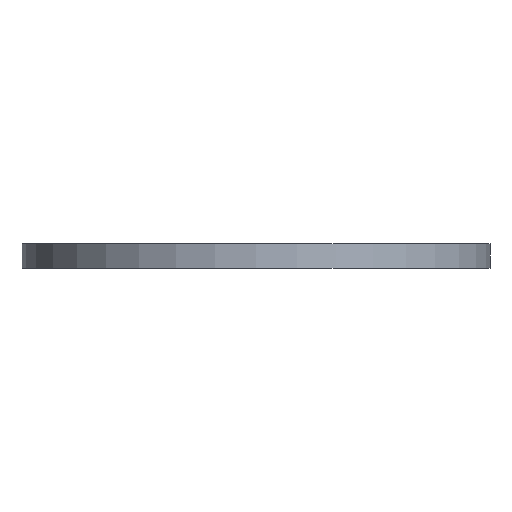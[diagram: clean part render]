
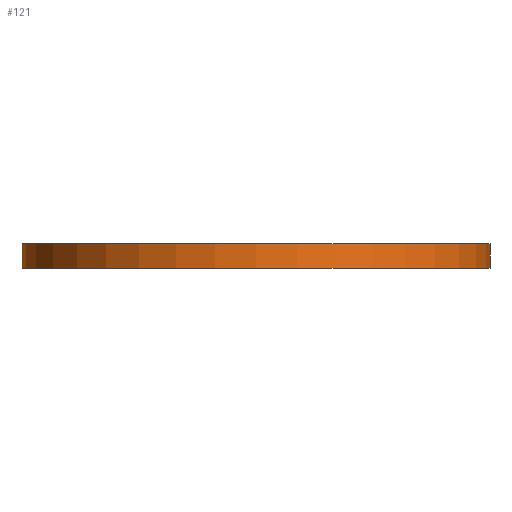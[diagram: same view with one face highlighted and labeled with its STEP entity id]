
A CAD part, front view. The second image highlights one B-rep face of the part: STEP entity #121.
In plain terms, the highlighted cylindrical face has radius 10.16 mm (diameter 20.32 mm), a partial arc.
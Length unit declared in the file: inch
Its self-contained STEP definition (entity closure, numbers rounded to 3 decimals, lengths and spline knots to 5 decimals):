
#4 = VECTOR ( 'NONE', #731, 39.37008 ) ;
#58 = EDGE_CURVE ( 'NONE', #521, #537, #1041, .T. ) ;
#60 = EDGE_CURVE ( 'NONE', #541, #521, #711, .T. ) ;
#62 = EDGE_CURVE ( 'NONE', #541, #530, #1042, .T. ) ;
#67 = EDGE_CURVE ( 'NONE', #530, #537, #729, .T. ) ;
#121 = ADVANCED_FACE ( 'NONE', ( #238 ), #241, .T. ) ;
#191 = AXIS2_PLACEMENT_3D ( 'NONE', #704, #705, #706 ) ;
#196 = AXIS2_PLACEMENT_3D ( 'NONE', #707, #714, #715 ) ;
#199 = VECTOR ( 'NONE', #713, 39.37008 ) ;
#238 = FACE_OUTER_BOUND ( 'NONE', #499, .T. ) ;
#239 = AXIS2_PLACEMENT_3D ( 'NONE', #836, #837, #838 ) ;
#241 = CYLINDRICAL_SURFACE ( 'NONE', #239, 0.4 ) ;
#499 = EDGE_LOOP ( 'NONE', ( #556, #554, #555, #553 ) ) ;
#521 = VERTEX_POINT ( 'NONE', #992 ) ;
#530 = VERTEX_POINT ( 'NONE', #1001 ) ;
#537 = VERTEX_POINT ( 'NONE', #1008 ) ;
#541 = VERTEX_POINT ( 'NONE', #1012 ) ;
#553 = ORIENTED_EDGE ( 'NONE', *, *, #58, .T. ) ;
#554 = ORIENTED_EDGE ( 'NONE', *, *, #62, .F. ) ;
#555 = ORIENTED_EDGE ( 'NONE', *, *, #60, .T. ) ;
#556 = ORIENTED_EDGE ( 'NONE', *, *, #67, .F. ) ;
#704 = CARTESIAN_POINT ( 'NONE',  ( 0., 0., -0.021 ) ) ;
#705 = DIRECTION ( 'NONE',  ( 0., 0., 1. ) ) ;
#706 = DIRECTION ( 'NONE',  ( 1., 0., 0. ) ) ;
#707 = CARTESIAN_POINT ( 'NONE',  ( 0., 0., 0.021 ) ) ;
#711 = LINE ( 'NONE', #712, #199 ) ;
#712 = CARTESIAN_POINT ( 'NONE',  ( -0.4, 0., 0.021 ) ) ;
#713 = DIRECTION ( 'NONE',  ( 0., 0., -1. ) ) ;
#714 = DIRECTION ( 'NONE',  ( 0., 0., 1. ) ) ;
#715 = DIRECTION ( 'NONE',  ( 1., 0., 0. ) ) ;
#729 = LINE ( 'NONE', #730, #4 ) ;
#730 = CARTESIAN_POINT ( 'NONE',  ( 0.4, 0., 0.021 ) ) ;
#731 = DIRECTION ( 'NONE',  ( 0., 0., -1. ) ) ;
#836 = CARTESIAN_POINT ( 'NONE',  ( 0., 0., 0.021 ) ) ;
#837 = DIRECTION ( 'NONE',  ( 0., 0., -1. ) ) ;
#838 = DIRECTION ( 'NONE',  ( -1., 0., 0. ) ) ;
#992 = CARTESIAN_POINT ( 'NONE',  ( -0.4, 0., -0.021 ) ) ;
#1001 = CARTESIAN_POINT ( 'NONE',  ( 0.4, 0., 0.021 ) ) ;
#1008 = CARTESIAN_POINT ( 'NONE',  ( 0.4, 0., -0.021 ) ) ;
#1012 = CARTESIAN_POINT ( 'NONE',  ( -0.4, 0., 0.021 ) ) ;
#1041 = CIRCLE ( 'NONE', #191, 0.4 ) ;
#1042 = CIRCLE ( 'NONE', #196, 0.4 ) ;
